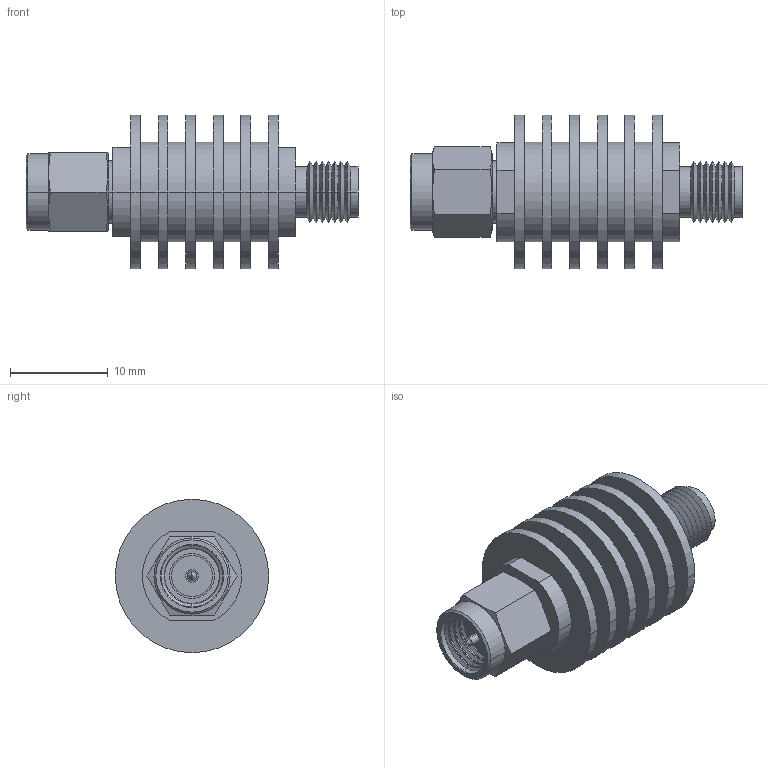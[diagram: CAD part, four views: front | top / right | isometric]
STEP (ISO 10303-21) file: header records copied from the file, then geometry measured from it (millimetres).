
FILE_DESCRIPTION (( 'STEP AP214' ), '1' );
FILE_NAME ('FMAT7460-20_3D.step', '2023-02-01T19:10:15', ( '' ), ( '' ), 'SwSTEP 2.0', 'SolidWorks 2022', '' );
FILE_SCHEMA (( 'AUTOMOTIVE_DESIGN' ));
Length unit declared in the file: inch
Products named in the file (9): 1AB01-028_WITHOUT FERRULE; 1AB01-041-MA4; FMAT7460-20_3D; 1AB01-041_WITHOUT FERRULE; PE7460-3_default; 1AB01-041-MA1; 1AB01-041-MA2; 1AB01-028_WITHOUT KNURL; 1AB01-028-MA1_默认
Assembly tree (8 placements, depth 3):
  FMAT7460-20_3D
    PE7460-3_default
    1AB01-028_WITHOUT FERRULE
      1AB01-028_WITHOUT KNURL
      1AB01-028-MA1_默认
    1AB01-041_WITHOUT FERRULE
      1AB01-041-MA1
      1AB01-041-MA4
      1AB01-041-MA2
Bounding box: 34 x 15.7 x 15.7 mm (x, y, z)
Volume: 3402.6 mm3; surface area: 4177.4 mm2
Topology: 6 solids, 6 shells, 284 faces, 612 edges, 357 vertices
Faces by surface type: cone 104, cylinder 94, plane 68, torus 18
Entity records: 8301 total; most frequent: CARTESIAN_POINT 1656, DIRECTION 1436, ORIENTED_EDGE 1212, AXIS2_PLACEMENT_3D 609, EDGE_CURVE 606, VERTEX_POINT 357, EDGE_LOOP 319, CIRCLE 312
